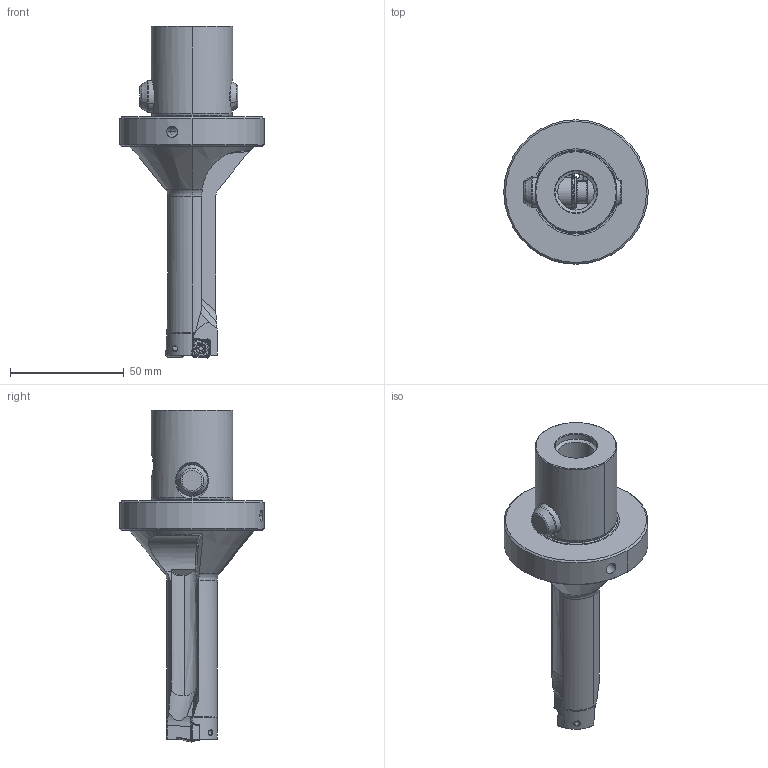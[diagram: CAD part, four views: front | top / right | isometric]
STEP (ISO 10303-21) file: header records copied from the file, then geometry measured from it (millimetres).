
FILE_DESCRIPTION(('no description'),'unknown implementation level');
FILE_NAME('819FADC7-9DFD-4963-BAA6-721FAB59DDA6_export.stp',' ',('CIMSOURCE GmbH'),('CADClick - KiM GmbH - www.kimweb.de'),'unknown preprocess','ACIS','unknown authorization');
FILE_SCHEMA(('automotive_design'));
Length unit declared in the file: millimetre
Products named in the file (9): 337.323 Kaiser WB 23-69 X CKS6|694.130 Kaiser ETL M3 X 6 T7 IP 10S_Standard;NONE; 337.323 Kaiser WB 23-69 X CKS6|337.323 Kaiser WB 23-69 X CKS6_337.323-4;NONE; 337.323 Kaiser WB 23-69 X CKS6|337.323 Kaiser WB 23-69 X CKS6_337.323-3;NONE; 337.323 Kaiser WB 23-69 X CKS6|337.323 Kaiser WB 23-69 X CKS6_337.323-2;NONE; 337.323 Kaiser WB 23-69 X CKS6|337.323 Kaiser WB 23-69 X CKS6_337.323-1;NONE; 337.323 Kaiser WB 23-69 X CKS6|337.323 Kaiser WB 23-69 X CKS6_337.323;NONE; 337.323 Kaiser WB 23-69 X CKS6|691.506 Kaiser ETL D14 X 43K_Standard|691.526 Mitnehmerbolzen_Standard;NONE; 337.323 Kaiser WB 23-69 X CKS6|691.506 Kaiser ETL D14 X 43K_Standard|693.305 Sprengring_Standard;NONE
Bounding box: 63.5 x 63.5 x 146 mm (x, y, z)
Volume: 106152.9 mm3; surface area: 28613.7 mm2
Topology: 9 solids, 9 shells, 479 faces, 1207 edges, 749 vertices
Faces by surface type: cylinder 198, plane 147, torus 67, cone 58, bspline 9
Entity records: 31490 total; most frequent: CARTESIAN_POINT 6291, STYLED_ITEM 2442, PRESENTATION_STYLE_ASSIGNMENT 2442, COLOUR_RGB 2442, DIRECTION 2434, ORIENTED_EDGE 2410, EDGE_CURVE 1205, CURVE_STYLE 1205
